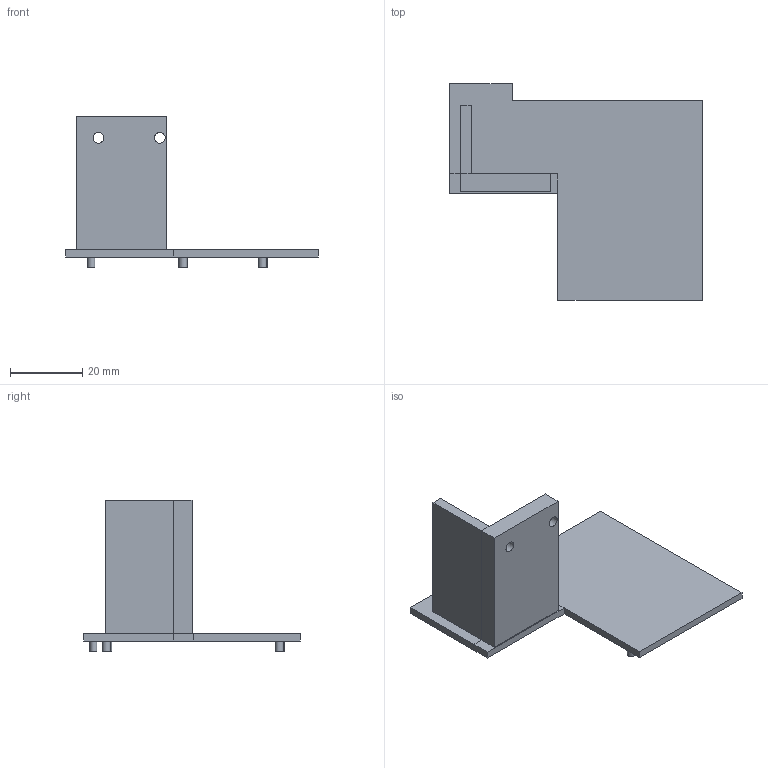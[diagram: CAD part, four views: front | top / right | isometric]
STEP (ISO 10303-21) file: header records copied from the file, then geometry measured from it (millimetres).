
FILE_DESCRIPTION(('FreeCAD Model'),'2;1');
FILE_NAME('Open CASCADE Shape Model','2024-11-03T18:23:23',('Author'),( ''),'Open CASCADE STEP processor 7.6','FreeCAD','Unknown');
FILE_SCHEMA(('AUTOMOTIVE_DESIGN { 1 0 10303 214 1 1 1 1 }'));
Length unit declared in the file: millimetre
Products named in the file (1): Body
Bounding box: 70 x 60 x 42 mm (x, y, z)
Volume: 12837.7 mm3; surface area: 10433.1 mm2
Topology: 1 solids, 1 shells, 34 faces, 75 edges, 48 vertices
Faces by surface type: plane 27, cylinder 7
Full cylindrical faces by diameter (mm): 2 x1, 2.112 x1, 2.151 x1, 2.267 x1, 2.293 x1, 3 x2
Entity records: 955 total; most frequent: DIRECTION 159, CARTESIAN_POINT 158, ORIENTED_EDGE 150, EDGE_CURVE 75, LINE 61, VECTOR 61, AXIS2_PLACEMENT_3D 49, VERTEX_POINT 48
